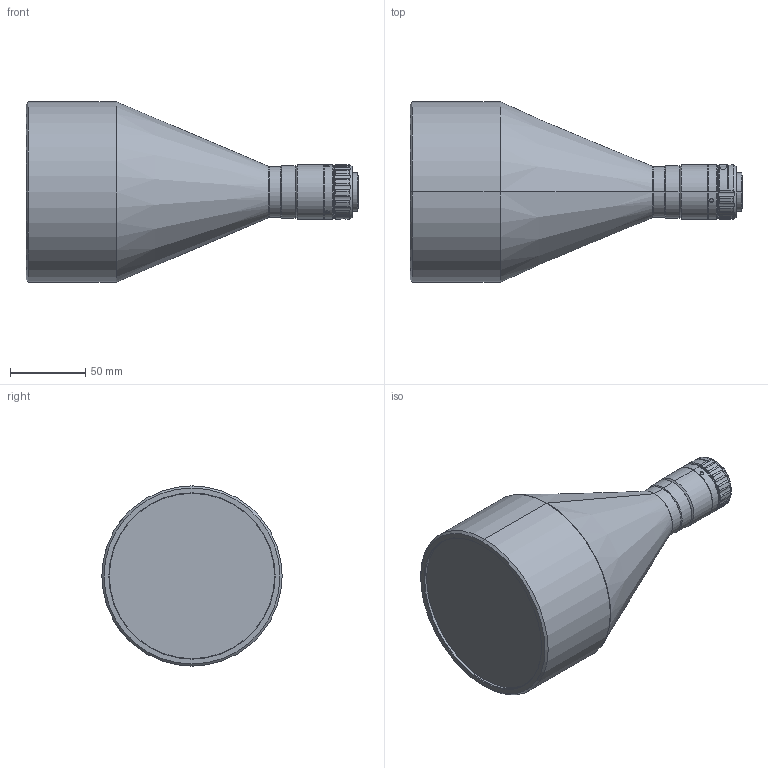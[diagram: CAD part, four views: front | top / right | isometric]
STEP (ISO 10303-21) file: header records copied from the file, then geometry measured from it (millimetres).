
FILE_DESCRIPTION (( 'STEP AP203' ), '1' );
FILE_NAME ('DTCM230-90-AL.STEP', '2019-02-25T08:37:07', ( '' ), ( '' ), 'SwSTEP 2.0', 'SolidWorks 2017', '' );
FILE_SCHEMA (( 'CONFIG_CONTROL_DESIGN' ));
Length unit declared in the file: millimetre
Products named in the file (1): DTCM230-90-AL
Bounding box: 220.92 x 120 x 120 mm (x, y, z)
Volume: 1238049.3 mm3; surface area: 68877.9 mm2
Topology: 2 solids, 2 shells, 127 faces, 299 edges, 186 vertices
Faces by surface type: cylinder 57, cone 46, plane 20, bspline 4
Entity records: 4294 total; most frequent: CARTESIAN_POINT 1395, ORIENTED_EDGE 594, DIRECTION 577, EDGE_CURVE 297, AXIS2_PLACEMENT_3D 236, VERTEX_POINT 186, EDGE_LOOP 139, ADVANCED_FACE 127
